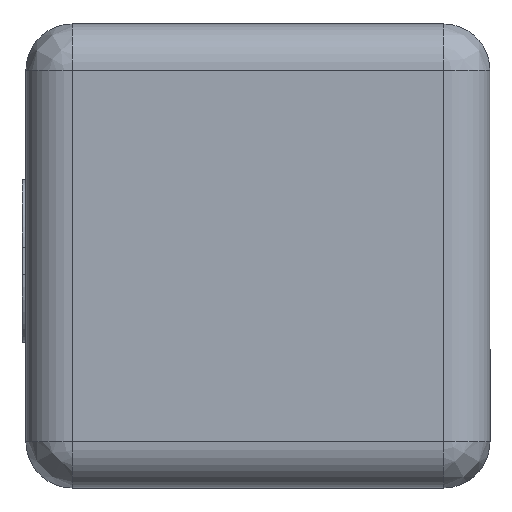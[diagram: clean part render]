
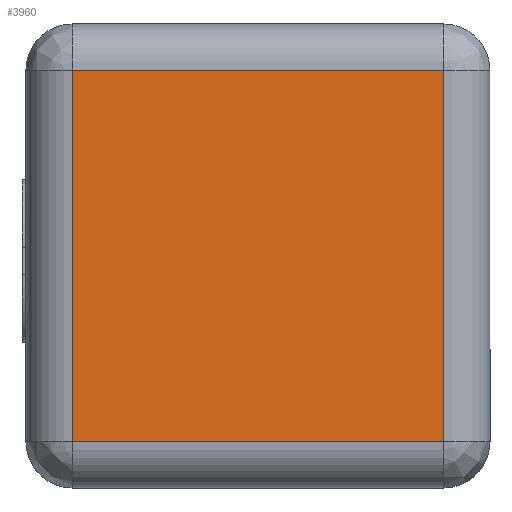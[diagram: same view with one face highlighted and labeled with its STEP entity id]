
A CAD part, left-side view. The second image highlights one B-rep face of the part: STEP entity #3960.
In plain terms, the highlighted planar face has unit normal (-1, 0, 0).
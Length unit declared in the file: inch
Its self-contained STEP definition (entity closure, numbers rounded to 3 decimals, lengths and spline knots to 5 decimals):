
#365 = ORIENTED_EDGE ( 'NONE', *, *, #5513, .F. ) ;
#382 = PLANE ( 'NONE',  #3326 ) ;
#533 = DIRECTION ( 'NONE',  ( 0., 0., 1. ) ) ;
#632 = DIRECTION ( 'NONE',  ( 0., -1., 0. ) ) ;
#689 = DIRECTION ( 'NONE',  ( 0., 1., 0. ) ) ;
#1248 = CARTESIAN_POINT ( 'NONE',  ( -0.012, 0.012, -0.0048 ) ) ;
#1413 = VECTOR ( 'NONE', #2634, 39.37008 ) ;
#1823 = CARTESIAN_POINT ( 'NONE',  ( -0.012, 0.012, 0.0048 ) ) ;
#2355 = LINE ( 'NONE', #1823, #4790 ) ;
#2526 = CARTESIAN_POINT ( 'NONE',  ( -0.012, 0.0012, 0.0048 ) ) ;
#2634 = DIRECTION ( 'NONE',  ( 0., 0., -1. ) ) ;
#2648 = CARTESIAN_POINT ( 'NONE',  ( -0.012, 0.0108, 0.0048 ) ) ;
#2799 = VERTEX_POINT ( 'NONE', #2526 ) ;
#3326 = AXIS2_PLACEMENT_3D ( 'NONE', #4862, #3767, #6673 ) ;
#3767 = DIRECTION ( 'NONE',  ( 1., 0., 0. ) ) ;
#3829 = CARTESIAN_POINT ( 'NONE',  ( -0.012, 0.0108, -0.0048 ) ) ;
#3898 = EDGE_CURVE ( 'NONE', #6127, #4890, #5789, .T. ) ;
#3917 = EDGE_CURVE ( 'NONE', #2799, #6127, #6639, .T. ) ;
#3960 = ADVANCED_FACE ( 'NONE', ( #5349 ), #382, .F. ) ;
#3968 = ORIENTED_EDGE ( 'NONE', *, *, #7096, .F. ) ;
#4422 = CARTESIAN_POINT ( 'NONE',  ( -0.012, 0.0012, -0.0048 ) ) ;
#4453 = CARTESIAN_POINT ( 'NONE',  ( -0.012, 0.0108, 0.006 ) ) ;
#4678 = EDGE_LOOP ( 'NONE', ( #3968, #365, #6935, #4899 ) ) ;
#4790 = VECTOR ( 'NONE', #632, 39.37008 ) ;
#4862 = CARTESIAN_POINT ( 'NONE',  ( -0.012, 0.012, 0.006 ) ) ;
#4890 = VERTEX_POINT ( 'NONE', #3829 ) ;
#4899 = ORIENTED_EDGE ( 'NONE', *, *, #3917, .F. ) ;
#5123 = VECTOR ( 'NONE', #689, 39.37008 ) ;
#5349 = FACE_OUTER_BOUND ( 'NONE', #4678, .T. ) ;
#5389 = CARTESIAN_POINT ( 'NONE',  ( -0.012, 0.0012, 0.006 ) ) ;
#5513 = EDGE_CURVE ( 'NONE', #4890, #5627, #5570, .T. ) ;
#5570 = LINE ( 'NONE', #4453, #6713 ) ;
#5627 = VERTEX_POINT ( 'NONE', #2648 ) ;
#5789 = LINE ( 'NONE', #1248, #5123 ) ;
#6127 = VERTEX_POINT ( 'NONE', #4422 ) ;
#6639 = LINE ( 'NONE', #5389, #1413 ) ;
#6673 = DIRECTION ( 'NONE',  ( 0., 0., -1. ) ) ;
#6713 = VECTOR ( 'NONE', #533, 39.37008 ) ;
#6935 = ORIENTED_EDGE ( 'NONE', *, *, #3898, .F. ) ;
#7096 = EDGE_CURVE ( 'NONE', #5627, #2799, #2355, .T. ) ;
